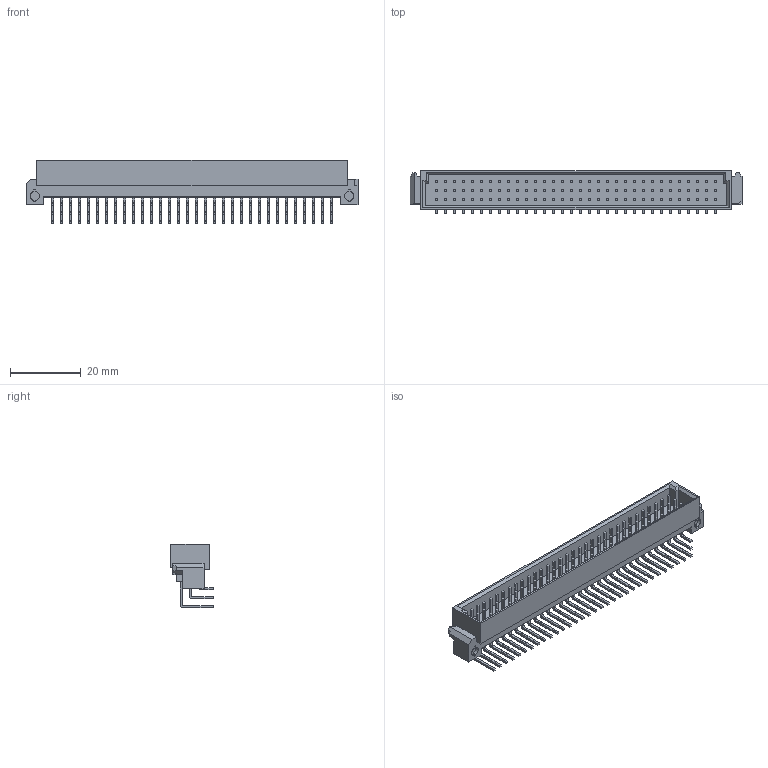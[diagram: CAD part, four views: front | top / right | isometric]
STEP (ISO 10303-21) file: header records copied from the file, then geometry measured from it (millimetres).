
FILE_DESCRIPTION(('STEP AP242'),'1');
FILE_NAME('650473-5.stp','2022-08-15T08:39:19',('TraceParts'),('TraceParts S.A.'),'Spatial InterOp 3D',' ',' ');
FILE_SCHEMA(('AP242_MANAGED_MODEL_BASED_3D_ENGINEERING_MIM_LF {1 0 10303 442 1 1 4}'));
Length unit declared in the file: millimetre
Products named in the file (1): 650473-5
Bounding box: 93.85 x 12.07 x 18.02 mm (x, y, z)
Volume: 5481.1 mm3; surface area: 9100.1 mm2
Topology: 1 solids, 1 shells, 1839 faces, 4865 edges, 3240 vertices
Faces by surface type: plane 1631, cylinder 208
Entity records: 56110 total; most frequent: CARTESIAN_POINT 9945, ORIENTED_EDGE 9730, DIRECTION 8961, EDGE_CURVE 4865, LINE 4449, VECTOR 4449, VERTEX_POINT 3240, AXIS2_PLACEMENT_3D 2256
